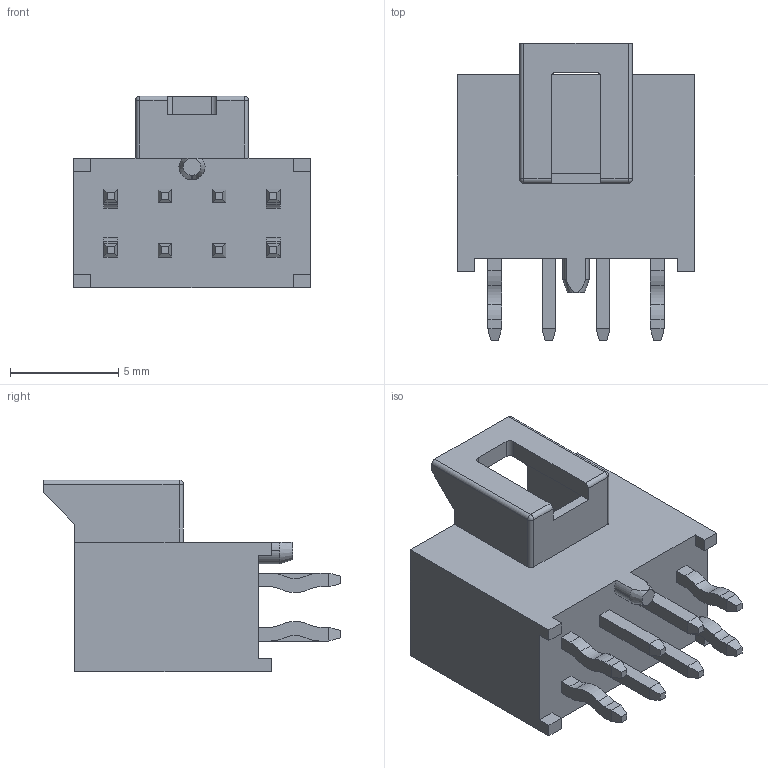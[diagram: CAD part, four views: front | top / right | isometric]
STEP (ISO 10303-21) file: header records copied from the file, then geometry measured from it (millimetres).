
FILE_DESCRIPTION(('FreeCAD Model'),'2;1');
FILE_NAME('Open CASCADE Shape Model','2025-04-08T22:34:00',(''),(''), 'Open CASCADE STEP processor 7.8','FreeCAD','Unknown');
FILE_SCHEMA(('AUTOMOTIVE_DESIGN { 1 0 10303 214 1 1 1 1 }'));
Length unit declared in the file: millimetre
Products named in the file (1): SOLID
Bounding box: 10.94 x 13.71 x 8.84 mm (x, y, z)
Volume: 368.6 mm3; surface area: 1122.7 mm2
Topology: 1 solids, 1 shells, 270 faces, 677 edges, 426 vertices
Faces by surface type: plane 230, cylinder 35, cone 3, sphere 2
Entity records: 7904 total; most frequent: CARTESIAN_POINT 1396, ORIENTED_EDGE 1350, DIRECTION 1290, EDGE_CURVE 675, LINE 598, VECTOR 598, VERTEX_POINT 426, AXIS2_PLACEMENT_3D 346
